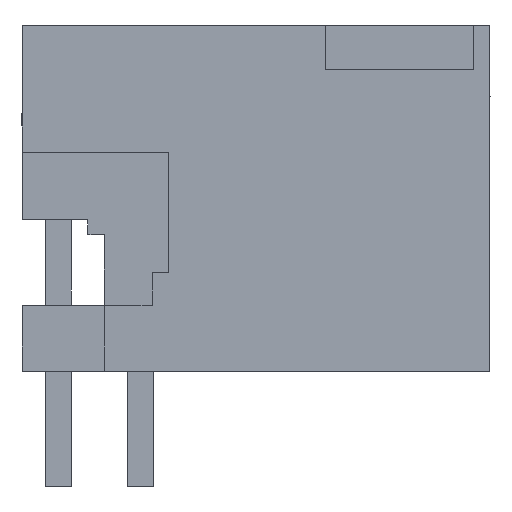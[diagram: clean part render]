
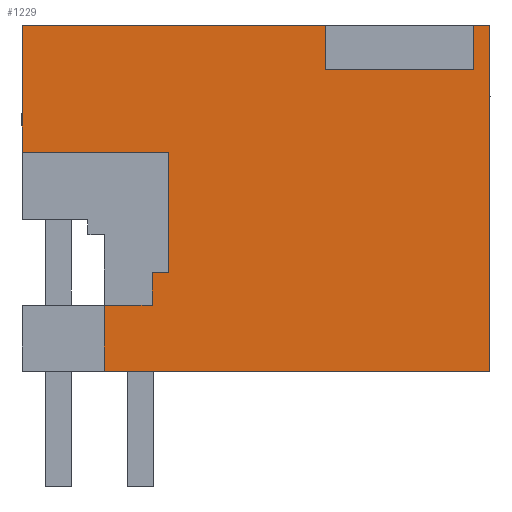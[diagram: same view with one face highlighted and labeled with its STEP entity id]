
A CAD part, left-side view. The second image highlights one B-rep face of the part: STEP entity #1229.
In plain terms, the highlighted planar face has unit normal (-1, 0, 0).
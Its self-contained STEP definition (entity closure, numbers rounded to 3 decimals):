
#1136=AXIS2_PLACEMENT_3D('Plane Axis2P3D',#1133,#1134,#1135) ;
#102=CARTESIAN_POINT('Vertex',(0.,11.7,5.5)) ;
#105=CARTESIAN_POINT('Line Origine',(0.,10.975,5.5)) ;
#109=CARTESIAN_POINT('Vertex',(0.,10.25,5.5)) ;
#893=CARTESIAN_POINT('Vertex',(0.,0.,3.5)) ;
#896=CARTESIAN_POINT('Line Origine',(0.,5.85,3.5)) ;
#900=CARTESIAN_POINT('Vertex',(0.,11.7,3.5)) ;
#1102=CARTESIAN_POINT('Line Origine',(0.,11.7,4.5)) ;
#1133=CARTESIAN_POINT('Axis2P3D Location',(0.,14.2,0.)) ;
#1138=CARTESIAN_POINT('Line Origine',(0.,0.,8.75)) ;
#1142=CARTESIAN_POINT('Vertex',(0.,0.,14.)) ;
#1145=CARTESIAN_POINT('Line Origine',(0.,0.25,14.)) ;
#1149=CARTESIAN_POINT('Vertex',(0.,0.5,14.)) ;
#1152=CARTESIAN_POINT('Line Origine',(0.,0.5,13.325)) ;
#1156=CARTESIAN_POINT('Vertex',(0.,0.5,12.65)) ;
#1159=CARTESIAN_POINT('Line Origine',(0.,2.75,12.65)) ;
#1163=CARTESIAN_POINT('Vertex',(0.,5.,12.65)) ;
#1166=CARTESIAN_POINT('Line Origine',(0.,5.,13.325)) ;
#1170=CARTESIAN_POINT('Vertex',(0.,5.,14.)) ;
#1173=CARTESIAN_POINT('Line Origine',(0.,9.6,14.)) ;
#1177=CARTESIAN_POINT('Vertex',(0.,14.2,14.)) ;
#1180=CARTESIAN_POINT('Line Origine',(0.,14.2,12.075)) ;
#1184=CARTESIAN_POINT('Vertex',(0.,14.2,10.15)) ;
#1187=CARTESIAN_POINT('Line Origine',(0.,11.975,10.15)) ;
#1191=CARTESIAN_POINT('Vertex',(0.,9.75,10.15)) ;
#1194=CARTESIAN_POINT('Line Origine',(0.,9.75,8.325)) ;
#1198=CARTESIAN_POINT('Vertex',(0.,9.75,6.5)) ;
#1201=CARTESIAN_POINT('Line Origine',(0.,10.,6.5)) ;
#1205=CARTESIAN_POINT('Vertex',(0.,10.25,6.5)) ;
#1208=CARTESIAN_POINT('Line Origine',(0.,10.25,6.)) ;
#106=DIRECTION('Vector Direction',(0.,1.,0.)) ;
#897=DIRECTION('Vector Direction',(0.,-1.,0.)) ;
#1103=DIRECTION('Vector Direction',(0.,0.,1.)) ;
#1134=DIRECTION('Axis2P3D Direction',(-1.,0.,0.)) ;
#1135=DIRECTION('Axis2P3D XDirection',(0.,-1.,0.)) ;
#1139=DIRECTION('Vector Direction',(0.,0.,1.)) ;
#1146=DIRECTION('Vector Direction',(0.,-1.,0.)) ;
#1153=DIRECTION('Vector Direction',(0.,0.,-1.)) ;
#1160=DIRECTION('Vector Direction',(0.,1.,0.)) ;
#1167=DIRECTION('Vector Direction',(0.,0.,-1.)) ;
#1174=DIRECTION('Vector Direction',(0.,-1.,0.)) ;
#1181=DIRECTION('Vector Direction',(0.,0.,1.)) ;
#1188=DIRECTION('Vector Direction',(0.,-1.,0.)) ;
#1195=DIRECTION('Vector Direction',(0.,0.,1.)) ;
#1202=DIRECTION('Vector Direction',(0.,-1.,0.)) ;
#1209=DIRECTION('Vector Direction',(0.,0.,1.)) ;
#107=VECTOR('Line Direction',#106,1.) ;
#898=VECTOR('Line Direction',#897,1.) ;
#1104=VECTOR('Line Direction',#1103,1.) ;
#1140=VECTOR('Line Direction',#1139,1.) ;
#1147=VECTOR('Line Direction',#1146,1.) ;
#1154=VECTOR('Line Direction',#1153,1.) ;
#1161=VECTOR('Line Direction',#1160,1.) ;
#1168=VECTOR('Line Direction',#1167,1.) ;
#1175=VECTOR('Line Direction',#1174,1.) ;
#1182=VECTOR('Line Direction',#1181,1.) ;
#1189=VECTOR('Line Direction',#1188,1.) ;
#1196=VECTOR('Line Direction',#1195,1.) ;
#1203=VECTOR('Line Direction',#1202,1.) ;
#1210=VECTOR('Line Direction',#1209,1.) ;
#1214=ORIENTED_EDGE('',*,*,#902,.T.) ;
#1215=ORIENTED_EDGE('',*,*,#1144,.T.) ;
#1216=ORIENTED_EDGE('',*,*,#1151,.T.) ;
#1217=ORIENTED_EDGE('',*,*,#1158,.T.) ;
#1218=ORIENTED_EDGE('',*,*,#1165,.T.) ;
#1219=ORIENTED_EDGE('',*,*,#1172,.T.) ;
#1220=ORIENTED_EDGE('',*,*,#1179,.T.) ;
#1221=ORIENTED_EDGE('',*,*,#1186,.T.) ;
#1222=ORIENTED_EDGE('',*,*,#1193,.T.) ;
#1223=ORIENTED_EDGE('',*,*,#1200,.T.) ;
#1224=ORIENTED_EDGE('',*,*,#1207,.T.) ;
#1225=ORIENTED_EDGE('',*,*,#1212,.T.) ;
#1226=ORIENTED_EDGE('',*,*,#111,.T.) ;
#1227=ORIENTED_EDGE('',*,*,#1106,.T.) ;
#1229=ADVANCED_FACE('HOUSING',(#1228),#1137,.T.) ;
#111=EDGE_CURVE('',#110,#103,#108,.T.) ;
#902=EDGE_CURVE('',#901,#894,#899,.T.) ;
#1106=EDGE_CURVE('',#103,#901,#1105,.F.) ;
#1144=EDGE_CURVE('',#894,#1143,#1141,.T.) ;
#1151=EDGE_CURVE('',#1143,#1150,#1148,.F.) ;
#1158=EDGE_CURVE('',#1150,#1157,#1155,.T.) ;
#1165=EDGE_CURVE('',#1157,#1164,#1162,.T.) ;
#1172=EDGE_CURVE('',#1164,#1171,#1169,.F.) ;
#1179=EDGE_CURVE('',#1171,#1178,#1176,.F.) ;
#1186=EDGE_CURVE('',#1178,#1185,#1183,.F.) ;
#1193=EDGE_CURVE('',#1185,#1192,#1190,.T.) ;
#1200=EDGE_CURVE('',#1192,#1199,#1197,.F.) ;
#1207=EDGE_CURVE('',#1199,#1206,#1204,.F.) ;
#1212=EDGE_CURVE('',#1206,#110,#1211,.F.) ;
#1213=EDGE_LOOP('',(#1214,#1215,#1216,#1217,#1218,#1219,#1220,#1221,#1222,#1223,#1224,#1225,#1226,#1227)) ;
#1228=FACE_OUTER_BOUND('',#1213,.T.) ;
#108=LINE('Line',#105,#107) ;
#899=LINE('Line',#896,#898) ;
#1105=LINE('Line',#1102,#1104) ;
#1141=LINE('Line',#1138,#1140) ;
#1148=LINE('Line',#1145,#1147) ;
#1155=LINE('Line',#1152,#1154) ;
#1162=LINE('Line',#1159,#1161) ;
#1169=LINE('Line',#1166,#1168) ;
#1176=LINE('Line',#1173,#1175) ;
#1183=LINE('Line',#1180,#1182) ;
#1190=LINE('Line',#1187,#1189) ;
#1197=LINE('Line',#1194,#1196) ;
#1204=LINE('Line',#1201,#1203) ;
#1211=LINE('Line',#1208,#1210) ;
#1137=PLANE('',#1136) ;
#103=VERTEX_POINT('',#102) ;
#110=VERTEX_POINT('',#109) ;
#894=VERTEX_POINT('',#893) ;
#901=VERTEX_POINT('',#900) ;
#1143=VERTEX_POINT('',#1142) ;
#1150=VERTEX_POINT('',#1149) ;
#1157=VERTEX_POINT('',#1156) ;
#1164=VERTEX_POINT('',#1163) ;
#1171=VERTEX_POINT('',#1170) ;
#1178=VERTEX_POINT('',#1177) ;
#1185=VERTEX_POINT('',#1184) ;
#1192=VERTEX_POINT('',#1191) ;
#1199=VERTEX_POINT('',#1198) ;
#1206=VERTEX_POINT('',#1205) ;
